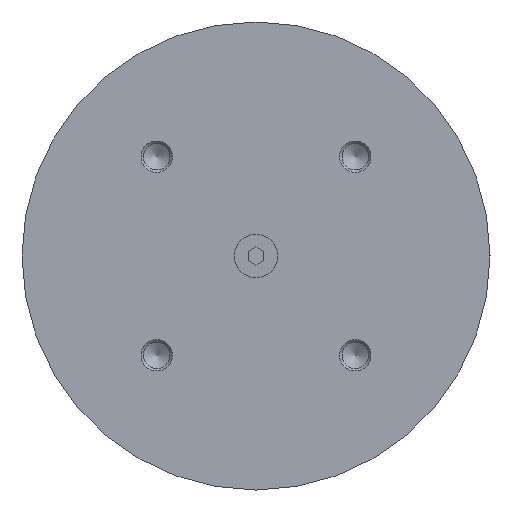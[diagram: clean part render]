
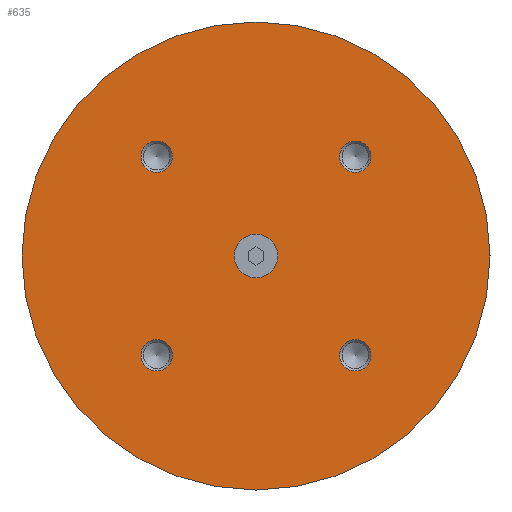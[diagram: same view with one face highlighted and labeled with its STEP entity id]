
A CAD part, left-side view. The second image highlights one B-rep face of the part: STEP entity #635.
In plain terms, the highlighted planar face has unit normal (-1, 0, 0).
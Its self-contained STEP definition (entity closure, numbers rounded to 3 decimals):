
#19=FACE_BOUND('',#117,.T.);
#20=FACE_BOUND('',#118,.T.);
#21=FACE_BOUND('',#119,.T.);
#22=FACE_BOUND('',#120,.T.);
#23=FACE_BOUND('',#121,.T.);
#36=PLANE('',#732);
#78=FACE_OUTER_BOUND('',#116,.T.);
#116=EDGE_LOOP('',(#560,#561));
#117=EDGE_LOOP('',(#562,#563));
#118=EDGE_LOOP('',(#564,#565));
#119=EDGE_LOOP('',(#566,#567));
#120=EDGE_LOOP('',(#568,#569));
#121=EDGE_LOOP('',(#570,#571));
#238=CIRCLE('',#716,5.025);
#239=CIRCLE('',#717,5.025);
#240=CIRCLE('',#719,5.025);
#241=CIRCLE('',#720,5.025);
#242=CIRCLE('',#722,5.025);
#243=CIRCLE('',#723,5.025);
#244=CIRCLE('',#725,5.025);
#245=CIRCLE('',#726,5.025);
#246=CIRCLE('',#728,7.);
#247=CIRCLE('',#729,7.);
#249=CIRCLE('',#733,75.);
#250=CIRCLE('',#734,75.);
#306=VERTEX_POINT('',#1095);
#307=VERTEX_POINT('',#1097);
#308=VERTEX_POINT('',#1101);
#309=VERTEX_POINT('',#1103);
#310=VERTEX_POINT('',#1107);
#311=VERTEX_POINT('',#1109);
#312=VERTEX_POINT('',#1113);
#313=VERTEX_POINT('',#1115);
#314=VERTEX_POINT('',#1119);
#315=VERTEX_POINT('',#1121);
#317=VERTEX_POINT('',#1129);
#318=VERTEX_POINT('',#1130);
#388=EDGE_CURVE('',#306,#307,#238,.T.);
#389=EDGE_CURVE('',#307,#306,#239,.T.);
#391=EDGE_CURVE('',#308,#309,#240,.T.);
#392=EDGE_CURVE('',#309,#308,#241,.T.);
#394=EDGE_CURVE('',#310,#311,#242,.T.);
#395=EDGE_CURVE('',#311,#310,#243,.T.);
#397=EDGE_CURVE('',#312,#313,#244,.T.);
#398=EDGE_CURVE('',#313,#312,#245,.T.);
#400=EDGE_CURVE('',#314,#315,#246,.T.);
#401=EDGE_CURVE('',#315,#314,#247,.T.);
#404=EDGE_CURVE('',#317,#318,#249,.T.);
#405=EDGE_CURVE('',#318,#317,#250,.T.);
#560=ORIENTED_EDGE('',*,*,#404,.F.);
#561=ORIENTED_EDGE('',*,*,#405,.F.);
#562=ORIENTED_EDGE('',*,*,#401,.F.);
#563=ORIENTED_EDGE('',*,*,#400,.F.);
#564=ORIENTED_EDGE('',*,*,#398,.F.);
#565=ORIENTED_EDGE('',*,*,#397,.F.);
#566=ORIENTED_EDGE('',*,*,#395,.F.);
#567=ORIENTED_EDGE('',*,*,#394,.F.);
#568=ORIENTED_EDGE('',*,*,#392,.F.);
#569=ORIENTED_EDGE('',*,*,#391,.F.);
#570=ORIENTED_EDGE('',*,*,#389,.F.);
#571=ORIENTED_EDGE('',*,*,#388,.F.);
#635=ADVANCED_FACE('',(#78,#19,#20,#21,#22,#23),#36,.T.);
#716=AXIS2_PLACEMENT_3D('',#1098,#891,#892);
#717=AXIS2_PLACEMENT_3D('',#1099,#893,#894);
#719=AXIS2_PLACEMENT_3D('',#1104,#898,#899);
#720=AXIS2_PLACEMENT_3D('',#1105,#900,#901);
#722=AXIS2_PLACEMENT_3D('',#1110,#905,#906);
#723=AXIS2_PLACEMENT_3D('',#1111,#907,#908);
#725=AXIS2_PLACEMENT_3D('',#1116,#912,#913);
#726=AXIS2_PLACEMENT_3D('',#1117,#914,#915);
#728=AXIS2_PLACEMENT_3D('',#1122,#919,#920);
#729=AXIS2_PLACEMENT_3D('',#1123,#921,#922);
#732=AXIS2_PLACEMENT_3D('',#1128,#928,#929);
#733=AXIS2_PLACEMENT_3D('',#1131,#930,#931);
#734=AXIS2_PLACEMENT_3D('',#1132,#932,#933);
#891=DIRECTION('center_axis',(-1.,0.,0.));
#892=DIRECTION('ref_axis',(0.,0.,1.));
#893=DIRECTION('center_axis',(-1.,0.,0.));
#894=DIRECTION('ref_axis',(0.,0.,1.));
#898=DIRECTION('center_axis',(-1.,0.,0.));
#899=DIRECTION('ref_axis',(0.,0.,1.));
#900=DIRECTION('center_axis',(-1.,0.,0.));
#901=DIRECTION('ref_axis',(0.,0.,1.));
#905=DIRECTION('center_axis',(-1.,0.,0.));
#906=DIRECTION('ref_axis',(0.,0.,1.));
#907=DIRECTION('center_axis',(-1.,0.,0.));
#908=DIRECTION('ref_axis',(0.,0.,1.));
#912=DIRECTION('center_axis',(-1.,0.,0.));
#913=DIRECTION('ref_axis',(0.,0.,1.));
#914=DIRECTION('center_axis',(-1.,0.,0.));
#915=DIRECTION('ref_axis',(0.,0.,1.));
#919=DIRECTION('center_axis',(-1.,0.,0.));
#920=DIRECTION('ref_axis',(0.,0.,1.));
#921=DIRECTION('center_axis',(-1.,0.,0.));
#922=DIRECTION('ref_axis',(0.,0.,1.));
#928=DIRECTION('center_axis',(-1.,0.,0.));
#929=DIRECTION('ref_axis',(0.,0.,1.));
#930=DIRECTION('center_axis',(1.,0.,0.));
#931=DIRECTION('ref_axis',(0.,0.,-1.));
#932=DIRECTION('center_axis',(1.,0.,0.));
#933=DIRECTION('ref_axis',(0.,0.,-1.));
#1095=CARTESIAN_POINT('',(-45.2,31.82,26.795));
#1097=CARTESIAN_POINT('',(-45.2,31.82,36.845));
#1098=CARTESIAN_POINT('Origin',(-45.2,31.82,31.82));
#1099=CARTESIAN_POINT('Origin',(-45.2,31.82,31.82));
#1101=CARTESIAN_POINT('',(-45.2,31.82,-36.845));
#1103=CARTESIAN_POINT('',(-45.2,31.82,-26.795));
#1104=CARTESIAN_POINT('Origin',(-45.2,31.82,-31.82));
#1105=CARTESIAN_POINT('Origin',(-45.2,31.82,-31.82));
#1107=CARTESIAN_POINT('',(-45.2,-31.82,-36.845));
#1109=CARTESIAN_POINT('',(-45.2,-31.82,-26.795));
#1110=CARTESIAN_POINT('Origin',(-45.2,-31.82,-31.82));
#1111=CARTESIAN_POINT('Origin',(-45.2,-31.82,-31.82));
#1113=CARTESIAN_POINT('',(-45.2,-31.82,26.795));
#1115=CARTESIAN_POINT('',(-45.2,-31.82,36.845));
#1116=CARTESIAN_POINT('Origin',(-45.2,-31.82,31.82));
#1117=CARTESIAN_POINT('Origin',(-45.2,-31.82,31.82));
#1119=CARTESIAN_POINT('',(-45.2,0.,-7.));
#1121=CARTESIAN_POINT('',(-45.2,0.,7.));
#1122=CARTESIAN_POINT('Origin',(-45.2,0.,0.));
#1123=CARTESIAN_POINT('Origin',(-45.2,0.,0.));
#1128=CARTESIAN_POINT('Origin',(-45.2,75.,0.));
#1129=CARTESIAN_POINT('',(-45.2,0.,-75.));
#1130=CARTESIAN_POINT('',(-45.2,0.,75.));
#1131=CARTESIAN_POINT('Origin',(-45.2,0.,0.));
#1132=CARTESIAN_POINT('Origin',(-45.2,0.,0.));
